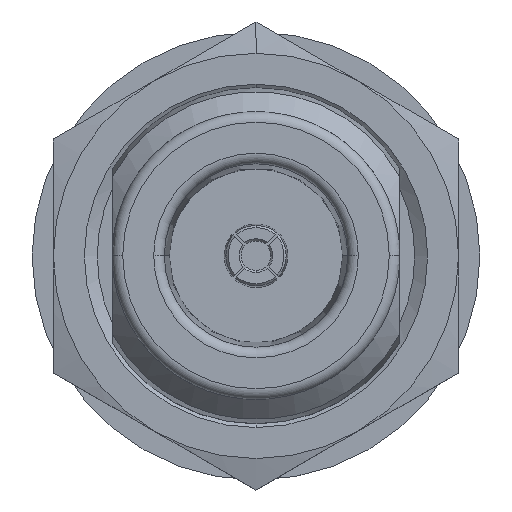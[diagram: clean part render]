
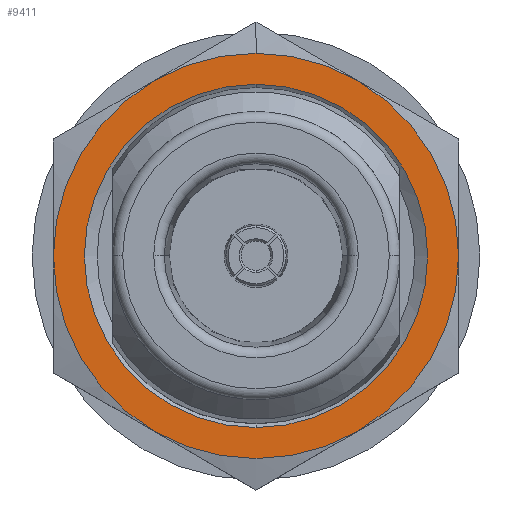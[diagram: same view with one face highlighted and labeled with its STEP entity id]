
A CAD part, top view. The second image highlights one B-rep face of the part: STEP entity #9411.
In plain terms, the highlighted planar face has unit normal (0, 0, 1).
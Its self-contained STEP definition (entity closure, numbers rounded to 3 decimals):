
#16 = PLANE ( 'NONE',  #553 ) ;
#17 = CARTESIAN_POINT ( 'NONE',  ( 9.5, -16.454, -11.8 ) ) ;
#18 = DIRECTION ( 'NONE',  ( 0., 0., -1. ) ) ;
#19 = DIRECTION ( 'NONE',  ( -1., 0., 0. ) ) ;
#453 = AXIS2_PLACEMENT_3D ( 'NONE', #5173, #5174, #5175 ) ;
#456 = FACE_OUTER_BOUND ( 'NONE', #8212, .T. ) ;
#468 = AXIS2_PLACEMENT_3D ( 'NONE', #6413, #6414, #6415 ) ;
#523 = AXIS2_PLACEMENT_3D ( 'NONE', #5158, #5159, #5160 ) ;
#534 = AXIS2_PLACEMENT_3D ( 'NONE', #9546, #9547, #9548 ) ;
#539 = AXIS2_PLACEMENT_3D ( 'NONE', #5167, #5168, #5169 ) ;
#540 = FACE_BOUND ( 'NONE', #8202, .T. ) ;
#545 = AXIS2_PLACEMENT_3D ( 'NONE', #5176, #5177, #5178 ) ;
#553 = AXIS2_PLACEMENT_3D ( 'NONE', #17, #18, #19 ) ;
#918 = CARTESIAN_POINT ( 'NONE',  ( 9.5, 0., -11.8 ) ) ;
#949 = CARTESIAN_POINT ( 'NONE',  ( -9.5, 0., -11.8 ) ) ;
#952 = CARTESIAN_POINT ( 'NONE',  ( 4.75, 8.227, -11.8 ) ) ;
#955 = CARTESIAN_POINT ( 'NONE',  ( -4.75, -8.227, -11.8 ) ) ;
#1030 = CARTESIAN_POINT ( 'NONE',  ( 4.75, -8.227, -11.8 ) ) ;
#1156 = CARTESIAN_POINT ( 'NONE',  ( 0., 9.5, -11.8 ) ) ;
#1158 = CARTESIAN_POINT ( 'NONE',  ( -4.75, 8.227, -11.8 ) ) ;
#1199 = CARTESIAN_POINT ( 'NONE',  ( 0., -8.05, -11.8 ) ) ;
#1283 = VERTEX_POINT ( 'NONE', #918 ) ;
#1314 = VERTEX_POINT ( 'NONE', #949 ) ;
#1317 = VERTEX_POINT ( 'NONE', #952 ) ;
#1320 = VERTEX_POINT ( 'NONE', #955 ) ;
#1395 = VERTEX_POINT ( 'NONE', #1030 ) ;
#1842 = CARTESIAN_POINT ( 'NONE',  ( 0., 0., -11.8 ) ) ;
#1843 = DIRECTION ( 'NONE',  ( 0., 0., -1. ) ) ;
#1844 = DIRECTION ( 'NONE',  ( 0., 1., 0. ) ) ;
#1932 = CARTESIAN_POINT ( 'NONE',  ( 0., 0., -11.8 ) ) ;
#1933 = DIRECTION ( 'NONE',  ( 0., 0., 1. ) ) ;
#1934 = DIRECTION ( 'NONE',  ( -1., 0., 0. ) ) ;
#2081 = CARTESIAN_POINT ( 'NONE',  ( 0., 0., -11.8 ) ) ;
#2082 = DIRECTION ( 'NONE',  ( 0., 0., -1. ) ) ;
#2083 = DIRECTION ( 'NONE',  ( 0., 1., 0. ) ) ;
#2367 = ORIENTED_EDGE ( 'NONE', *, *, #7208, .T. ) ;
#2370 = ORIENTED_EDGE ( 'NONE', *, *, #9652, .T. ) ;
#2374 = ORIENTED_EDGE ( 'NONE', *, *, #9662, .T. ) ;
#2375 = ORIENTED_EDGE ( 'NONE', *, *, #7233, .T. ) ;
#2378 = ORIENTED_EDGE ( 'NONE', *, *, #7266, .T. ) ;
#2380 = ORIENTED_EDGE ( 'NONE', *, *, #9651, .T. ) ;
#2413 = ORIENTED_EDGE ( 'NONE', *, *, #9646, .T. ) ;
#2457 = ORIENTED_EDGE ( 'NONE', *, *, #9649, .F. ) ;
#2473 = ORIENTED_EDGE ( 'NONE', *, *, #9675, .T. ) ;
#3946 = VERTEX_POINT ( 'NONE', #1156 ) ;
#3948 = VERTEX_POINT ( 'NONE', #1158 ) ;
#3989 = VERTEX_POINT ( 'NONE', #1199 ) ;
#3997 = VERTEX_POINT ( 'NONE', #4481 ) ;
#4481 = CARTESIAN_POINT ( 'NONE',  ( 0., 8.05, -11.8 ) ) ;
#5158 = CARTESIAN_POINT ( 'NONE',  ( 0., 0., -11.8 ) ) ;
#5159 = DIRECTION ( 'NONE',  ( 0., 0., 1. ) ) ;
#5160 = DIRECTION ( 'NONE',  ( -1., 0., 0. ) ) ;
#5167 = CARTESIAN_POINT ( 'NONE',  ( 0., 0., -11.8 ) ) ;
#5168 = DIRECTION ( 'NONE',  ( 0., 0., -1. ) ) ;
#5169 = DIRECTION ( 'NONE',  ( 0., 1., 0. ) ) ;
#5173 = CARTESIAN_POINT ( 'NONE',  ( 0., 0., -11.8 ) ) ;
#5174 = DIRECTION ( 'NONE',  ( 0., 0., 1. ) ) ;
#5175 = DIRECTION ( 'NONE',  ( -1., 0., 0. ) ) ;
#5176 = CARTESIAN_POINT ( 'NONE',  ( 0., 0., -11.8 ) ) ;
#5177 = DIRECTION ( 'NONE',  ( 0., 0., 1. ) ) ;
#5178 = DIRECTION ( 'NONE',  ( -1., 0., 0. ) ) ;
#5543 = AXIS2_PLACEMENT_3D ( 'NONE', #1842, #1843, #1844 ) ;
#5673 = AXIS2_PLACEMENT_3D ( 'NONE', #1932, #1933, #1934 ) ;
#6024 = AXIS2_PLACEMENT_3D ( 'NONE', #2081, #2082, #2083 ) ;
#6413 = CARTESIAN_POINT ( 'NONE',  ( 0., 0., -11.8 ) ) ;
#6414 = DIRECTION ( 'NONE',  ( 0., 0., 1. ) ) ;
#6415 = DIRECTION ( 'NONE',  ( -1., 0., 0. ) ) ;
#6853 = CIRCLE ( 'NONE', #5673, 9.5 ) ;
#6905 = CIRCLE ( 'NONE', #6024, 8.05 ) ;
#6944 = CIRCLE ( 'NONE', #5543, 8.05 ) ;
#7208 = EDGE_CURVE ( 'NONE', #3997, #3989, #6944, .T. ) ;
#7233 = EDGE_CURVE ( 'NONE', #3946, #3948, #6853, .T. ) ;
#7266 = EDGE_CURVE ( 'NONE', #3989, #3997, #6905, .T. ) ;
#7677 = CIRCLE ( 'NONE', #523, 9.5 ) ;
#7709 = CIRCLE ( 'NONE', #453, 9.5 ) ;
#7712 = CIRCLE ( 'NONE', #539, 9.5 ) ;
#7717 = CIRCLE ( 'NONE', #545, 9.5 ) ;
#7740 = CIRCLE ( 'NONE', #468, 9.5 ) ;
#7750 = CIRCLE ( 'NONE', #534, 9.5 ) ;
#8202 = EDGE_LOOP ( 'NONE', ( #2378, #2367 ) ) ;
#8212 = EDGE_LOOP ( 'NONE', ( #2473, #2370, #2380, #2413, #2457, #2374, #2375 ) ) ;
#9411 = ADVANCED_FACE ( 'NONE', ( #540, #456 ), #16, .F. ) ;
#9546 = CARTESIAN_POINT ( 'NONE',  ( 0., 0., -11.8 ) ) ;
#9547 = DIRECTION ( 'NONE',  ( 0., 0., 1. ) ) ;
#9548 = DIRECTION ( 'NONE',  ( -1., 0., 0. ) ) ;
#9646 = EDGE_CURVE ( 'NONE', #1395, #1283, #7677, .T. ) ;
#9649 = EDGE_CURVE ( 'NONE', #1317, #1283, #7712, .T. ) ;
#9651 = EDGE_CURVE ( 'NONE', #1320, #1395, #7709, .T. ) ;
#9652 = EDGE_CURVE ( 'NONE', #1314, #1320, #7717, .T. ) ;
#9662 = EDGE_CURVE ( 'NONE', #1317, #3946, #7740, .T. ) ;
#9675 = EDGE_CURVE ( 'NONE', #3948, #1314, #7750, .T. ) ;
